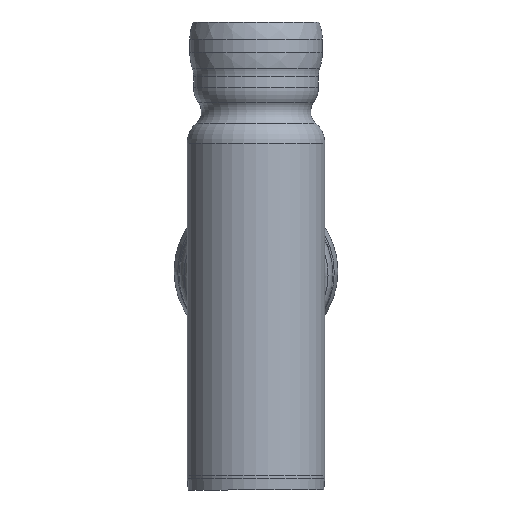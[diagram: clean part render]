
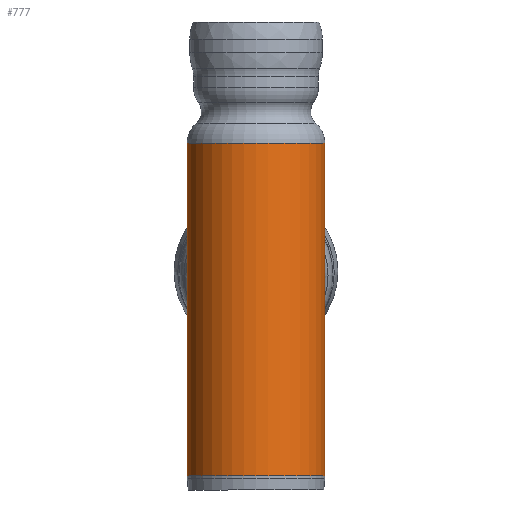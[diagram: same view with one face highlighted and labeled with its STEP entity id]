
A CAD part, left-side view. The second image highlights one B-rep face of the part: STEP entity #777.
In plain terms, the highlighted cylindrical face has radius 265 mm (diameter 530 mm), a full revolution.
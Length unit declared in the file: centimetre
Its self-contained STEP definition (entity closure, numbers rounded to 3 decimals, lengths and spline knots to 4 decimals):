
#43=ELLIPSE('',#833,36.5326,26.5);
#44=ELLIPSE('',#834,38.4974,26.5);
#45=ELLIPSE('',#837,38.4974,26.5);
#46=ELLIPSE('',#838,36.5326,26.5);
#59=LINE('',#1303,#80);
#60=LINE('',#1309,#81);
#80=VECTOR('',#989,26.5);
#81=VECTOR('',#994,26.5);
#101=CYLINDRICAL_SURFACE('',#832,26.5);
#114=FACE_OUTER_BOUND('',#161,.T.);
#161=EDGE_LOOP('',(#512,#513,#514,#515,#516,#517,#518,#519,#520,#521,#522,
#523));
#211=CIRCLE('',#829,26.5);
#212=CIRCLE('',#830,26.5);
#214=CIRCLE('',#835,26.5);
#215=CIRCLE('',#836,26.5);
#301=VERTEX_POINT('',#1295);
#302=VERTEX_POINT('',#1297);
#303=VERTEX_POINT('',#1302);
#304=VERTEX_POINT('',#1304);
#305=VERTEX_POINT('',#1306);
#306=VERTEX_POINT('',#1308);
#307=VERTEX_POINT('',#1310);
#308=VERTEX_POINT('',#1313);
#381=EDGE_CURVE('',#301,#302,#211,.T.);
#382=EDGE_CURVE('',#302,#301,#212,.T.);
#384=EDGE_CURVE('',#302,#303,#59,.T.);
#385=EDGE_CURVE('',#303,#304,#43,.T.);
#386=EDGE_CURVE('',#304,#305,#44,.T.);
#387=EDGE_CURVE('',#305,#306,#60,.T.);
#388=EDGE_CURVE('',#306,#307,#214,.T.);
#389=EDGE_CURVE('',#307,#306,#215,.T.);
#390=EDGE_CURVE('',#305,#308,#45,.T.);
#391=EDGE_CURVE('',#308,#303,#46,.T.);
#512=ORIENTED_EDGE('',*,*,#381,.F.);
#513=ORIENTED_EDGE('',*,*,#382,.F.);
#514=ORIENTED_EDGE('',*,*,#384,.T.);
#515=ORIENTED_EDGE('',*,*,#385,.T.);
#516=ORIENTED_EDGE('',*,*,#386,.T.);
#517=ORIENTED_EDGE('',*,*,#387,.T.);
#518=ORIENTED_EDGE('',*,*,#388,.T.);
#519=ORIENTED_EDGE('',*,*,#389,.T.);
#520=ORIENTED_EDGE('',*,*,#387,.F.);
#521=ORIENTED_EDGE('',*,*,#390,.T.);
#522=ORIENTED_EDGE('',*,*,#391,.T.);
#523=ORIENTED_EDGE('',*,*,#384,.F.);
#777=ADVANCED_FACE('',(#114),#101,.T.);
#829=AXIS2_PLACEMENT_3D('',#1298,#981,#982);
#830=AXIS2_PLACEMENT_3D('',#1299,#983,#984);
#832=AXIS2_PLACEMENT_3D('',#1301,#987,#988);
#833=AXIS2_PLACEMENT_3D('',#1305,#990,#991);
#834=AXIS2_PLACEMENT_3D('',#1307,#992,#993);
#835=AXIS2_PLACEMENT_3D('',#1311,#995,#996);
#836=AXIS2_PLACEMENT_3D('',#1312,#997,#998);
#837=AXIS2_PLACEMENT_3D('',#1314,#999,#1000);
#838=AXIS2_PLACEMENT_3D('',#1315,#1001,#1002);
#981=DIRECTION('center_axis',(0.,0.,-1.));
#982=DIRECTION('ref_axis',(1.,0.,0.));
#983=DIRECTION('center_axis',(0.,0.,-1.));
#984=DIRECTION('ref_axis',(1.,0.,0.));
#987=DIRECTION('center_axis',(0.,0.,-1.));
#988=DIRECTION('ref_axis',(-1.,0.,0.));
#989=DIRECTION('',(0.,0.,1.));
#990=DIRECTION('center_axis',(-0.688,0.,
-0.725));
#991=DIRECTION('ref_axis',(-0.725,0.,0.688));
#992=DIRECTION('center_axis',(-0.725,0.,0.688));
#993=DIRECTION('ref_axis',(-0.688,0.,-0.725));
#994=DIRECTION('',(0.,0.,1.));
#995=DIRECTION('center_axis',(0.,0.,-1.));
#996=DIRECTION('ref_axis',(1.,0.,0.));
#997=DIRECTION('center_axis',(0.,0.,-1.));
#998=DIRECTION('ref_axis',(1.,0.,0.));
#999=DIRECTION('center_axis',(-0.725,0.,0.688));
#1000=DIRECTION('ref_axis',(-0.688,0.,-0.725));
#1001=DIRECTION('center_axis',(-0.688,0.,
-0.725));
#1002=DIRECTION('ref_axis',(-0.725,0.,0.688));
#1295=CARTESIAN_POINT('',(0.,-26.5,5.4366));
#1297=CARTESIAN_POINT('',(26.5,0.,5.4366));
#1298=CARTESIAN_POINT('Origin',(0.,0.,5.4366));
#1299=CARTESIAN_POINT('Origin',(0.,0.,5.4366));
#1301=CARTESIAN_POINT('Origin',(0.,0.,69.1781));
#1302=CARTESIAN_POINT('',(26.5,0.,54.8528));
#1303=CARTESIAN_POINT('',(26.5,0.,69.1781));
#1304=CARTESIAN_POINT('',(0.,-26.5,80.));
#1305=CARTESIAN_POINT('Origin',(0.,0.,80.));
#1306=CARTESIAN_POINT('',(26.5,0.,107.9248));
#1307=CARTESIAN_POINT('Origin',(0.,0.,80.));
#1308=CARTESIAN_POINT('',(26.5,0.,133.4217));
#1309=CARTESIAN_POINT('',(26.5,0.,69.1781));
#1310=CARTESIAN_POINT('',(0.,-26.5,133.4217));
#1311=CARTESIAN_POINT('Origin',(0.,0.,133.4217));
#1312=CARTESIAN_POINT('Origin',(0.,0.,133.4217));
#1313=CARTESIAN_POINT('',(0.,26.5,80.));
#1314=CARTESIAN_POINT('Origin',(0.,0.,80.));
#1315=CARTESIAN_POINT('Origin',(0.,0.,80.));
